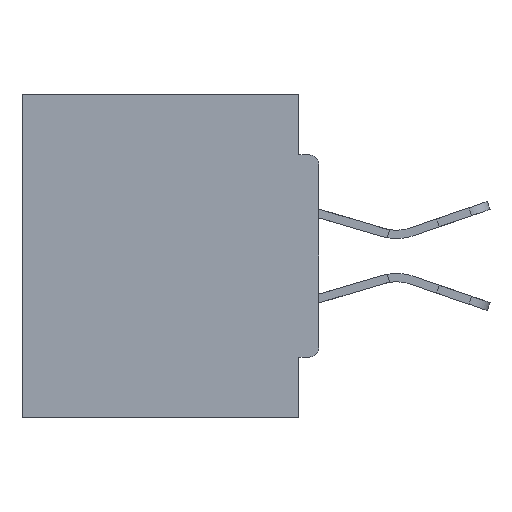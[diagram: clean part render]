
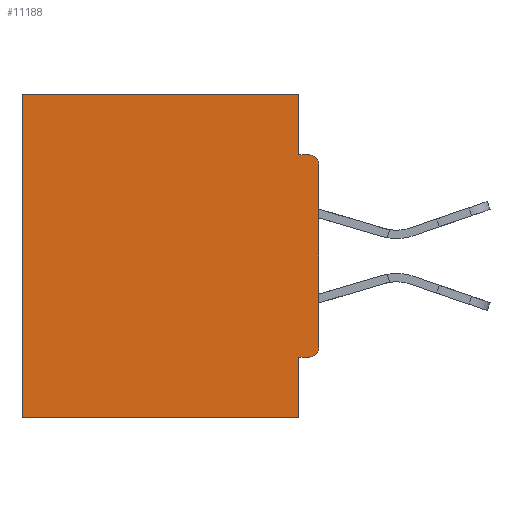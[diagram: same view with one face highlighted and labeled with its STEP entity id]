
A CAD part, left-side view. The second image highlights one B-rep face of the part: STEP entity #11188.
In plain terms, the highlighted planar face has unit normal (-1, 0, 0).
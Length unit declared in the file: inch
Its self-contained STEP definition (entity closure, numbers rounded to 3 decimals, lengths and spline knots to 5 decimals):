
#23 = CARTESIAN_POINT ( 'NONE',  ( 0.298, 0.031, -0.0935 ) ) ;
#104 = VECTOR ( 'NONE', #7744, 39.37008 ) ;
#217 = PLANE ( 'NONE',  #31934 ) ;
#1453 = CARTESIAN_POINT ( 'NONE',  ( 0.298, 0., -0.3915 ) ) ;
#1500 = LINE ( 'NONE', #18924, #20774 ) ;
#2578 = DIRECTION ( 'NONE',  ( -1., 0., 0. ) ) ;
#2703 = VERTEX_POINT ( 'NONE', #18072 ) ;
#2997 = ORIENTED_EDGE ( 'NONE', *, *, #18163, .F. ) ;
#3509 = LINE ( 'NONE', #6770, #33620 ) ;
#3722 = LINE ( 'NONE', #4367, #8668 ) ;
#3836 = DIRECTION ( 'NONE',  ( 0., 0., -1. ) ) ;
#3982 = CARTESIAN_POINT ( 'NONE',  ( 0.298, 0.46, 0. ) ) ;
#4268 = CIRCLE ( 'NONE', #20806, 0.015 ) ;
#4367 = CARTESIAN_POINT ( 'NONE',  ( 0.298, 0., -0.0935 ) ) ;
#6018 = FACE_OUTER_BOUND ( 'NONE', #13719, .T. ) ;
#6230 = EDGE_CURVE ( 'NONE', #2703, #28472, #9149, .T. ) ;
#6610 = CARTESIAN_POINT ( 'NONE',  ( 0.298, 0., 0. ) ) ;
#6770 = CARTESIAN_POINT ( 'NONE',  ( 0.298, 0.031, -0.5 ) ) ;
#7633 = ORIENTED_EDGE ( 'NONE', *, *, #17681, .F. ) ;
#7744 = DIRECTION ( 'NONE',  ( 0., 1., 0. ) ) ;
#8146 = VERTEX_POINT ( 'NONE', #12771 ) ;
#8222 = ORIENTED_EDGE ( 'NONE', *, *, #12073, .F. ) ;
#8668 = VECTOR ( 'NONE', #14046, 39.37008 ) ;
#8947 = ORIENTED_EDGE ( 'NONE', *, *, #17911, .T. ) ;
#9149 = LINE ( 'NONE', #14162, #16555 ) ;
#10510 = CARTESIAN_POINT ( 'NONE',  ( 0.298, 0., -0.5 ) ) ;
#10668 = VECTOR ( 'NONE', #35375, 39.37008 ) ;
#11188 = ADVANCED_FACE ( 'NONE', ( #6018 ), #217, .F. ) ;
#11263 = LINE ( 'NONE', #6610, #16189 ) ;
#11270 = VERTEX_POINT ( 'NONE', #23 ) ;
#12073 = EDGE_CURVE ( 'NONE', #8146, #11270, #3509, .T. ) ;
#12771 = CARTESIAN_POINT ( 'NONE',  ( 0.298, 0.031, 0. ) ) ;
#13197 = AXIS2_PLACEMENT_3D ( 'NONE', #40491, #2578, #3836 ) ;
#13198 = CARTESIAN_POINT ( 'NONE',  ( 0.298, 0.015, -0.4065 ) ) ;
#13719 = EDGE_LOOP ( 'NONE', ( #8947, #2997, #8222, #22212, #27052, #39207, #36250, #7633, #18590, #39495 ) ) ;
#14046 = DIRECTION ( 'NONE',  ( 0., -1., 0. ) ) ;
#14162 = CARTESIAN_POINT ( 'NONE',  ( 0.298, 0.031, -0.5 ) ) ;
#14819 = CARTESIAN_POINT ( 'NONE',  ( 0.298, 0.46, 0. ) ) ;
#15986 = CARTESIAN_POINT ( 'NONE',  ( 0.298, 0., 0. ) ) ;
#16189 = VECTOR ( 'NONE', #35468, 39.37008 ) ;
#16555 = VECTOR ( 'NONE', #32806, 39.37008 ) ;
#17253 = CARTESIAN_POINT ( 'NONE',  ( 0.298, 0.015, -0.1085 ) ) ;
#17681 = EDGE_CURVE ( 'NONE', #34089, #2703, #27914, .T. ) ;
#17911 = EDGE_CURVE ( 'NONE', #27180, #18074, #4268, .T. ) ;
#18042 = DIRECTION ( 'NONE',  ( 0., 0., -1. ) ) ;
#18072 = CARTESIAN_POINT ( 'NONE',  ( 0.298, 0.031, -0.4065 ) ) ;
#18074 = VERTEX_POINT ( 'NONE', #38913 ) ;
#18163 = EDGE_CURVE ( 'NONE', #11270, #18074, #3722, .T. ) ;
#18590 = ORIENTED_EDGE ( 'NONE', *, *, #20272, .T. ) ;
#18924 = CARTESIAN_POINT ( 'NONE',  ( 0.298, 0., 0. ) ) ;
#19205 = DIRECTION ( 'NONE',  ( 0., 0., -1. ) ) ;
#19756 = CARTESIAN_POINT ( 'NONE',  ( 0.298, 0., -0.1085 ) ) ;
#20272 = EDGE_CURVE ( 'NONE', #34089, #35712, #29116, .T. ) ;
#20774 = VECTOR ( 'NONE', #19205, 39.37008 ) ;
#20806 = AXIS2_PLACEMENT_3D ( 'NONE', #17253, #23749, #39407 ) ;
#22212 = ORIENTED_EDGE ( 'NONE', *, *, #34776, .T. ) ;
#22652 = EDGE_CURVE ( 'NONE', #37003, #37705, #26366, .T. ) ;
#23381 = EDGE_CURVE ( 'NONE', #28472, #37705, #35201, .T. ) ;
#23749 = DIRECTION ( 'NONE',  ( -1., 0., 0. ) ) ;
#26199 = DIRECTION ( 'NONE',  ( 1., 0., 0. ) ) ;
#26366 = LINE ( 'NONE', #14819, #35282 ) ;
#27052 = ORIENTED_EDGE ( 'NONE', *, *, #22652, .T. ) ;
#27180 = VERTEX_POINT ( 'NONE', #19756 ) ;
#27914 = LINE ( 'NONE', #35104, #10668 ) ;
#28472 = VERTEX_POINT ( 'NONE', #28937 ) ;
#28937 = CARTESIAN_POINT ( 'NONE',  ( 0.298, 0.031, -0.5 ) ) ;
#29116 = CIRCLE ( 'NONE', #13197, 0.015 ) ;
#31934 = AXIS2_PLACEMENT_3D ( 'NONE', #15986, #26199, #18042 ) ;
#32806 = DIRECTION ( 'NONE',  ( 0., 0., -1. ) ) ;
#33406 = EDGE_CURVE ( 'NONE', #27180, #35712, #1500, .T. ) ;
#33620 = VECTOR ( 'NONE', #38565, 39.37008 ) ;
#34089 = VERTEX_POINT ( 'NONE', #13198 ) ;
#34776 = EDGE_CURVE ( 'NONE', #8146, #37003, #11263, .T. ) ;
#35104 = CARTESIAN_POINT ( 'NONE',  ( 0.298, 0., -0.4065 ) ) ;
#35201 = LINE ( 'NONE', #10510, #104 ) ;
#35282 = VECTOR ( 'NONE', #36789, 39.37008 ) ;
#35375 = DIRECTION ( 'NONE',  ( 0., 1., 0. ) ) ;
#35468 = DIRECTION ( 'NONE',  ( 0., 1., 0. ) ) ;
#35712 = VERTEX_POINT ( 'NONE', #1453 ) ;
#36250 = ORIENTED_EDGE ( 'NONE', *, *, #6230, .F. ) ;
#36789 = DIRECTION ( 'NONE',  ( 0., 0., -1. ) ) ;
#36907 = CARTESIAN_POINT ( 'NONE',  ( 0.298, 0.46, -0.5 ) ) ;
#37003 = VERTEX_POINT ( 'NONE', #3982 ) ;
#37705 = VERTEX_POINT ( 'NONE', #36907 ) ;
#38565 = DIRECTION ( 'NONE',  ( 0., 0., -1. ) ) ;
#38913 = CARTESIAN_POINT ( 'NONE',  ( 0.298, 0.015, -0.0935 ) ) ;
#39207 = ORIENTED_EDGE ( 'NONE', *, *, #23381, .F. ) ;
#39407 = DIRECTION ( 'NONE',  ( 0., 0., -1. ) ) ;
#39495 = ORIENTED_EDGE ( 'NONE', *, *, #33406, .F. ) ;
#40491 = CARTESIAN_POINT ( 'NONE',  ( 0.298, 0.015, -0.3915 ) ) ;
